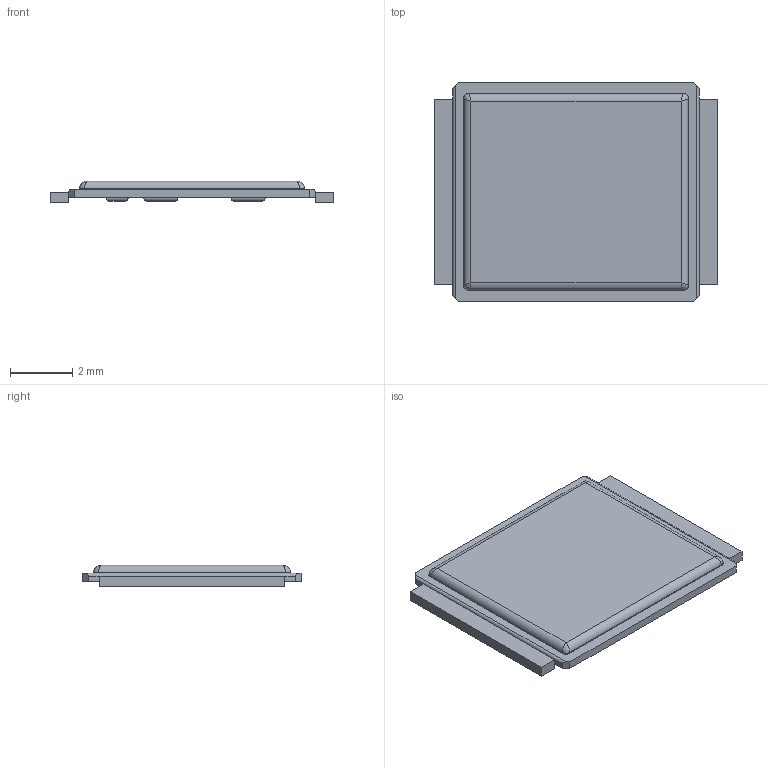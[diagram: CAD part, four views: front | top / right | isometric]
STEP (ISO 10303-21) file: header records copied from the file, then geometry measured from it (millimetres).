
FILE_DESCRIPTION(/* description */ ('model of DirectFET_L8'),/* implementation_level */ '2;1');
FILE_NAME(/* name */ 'DirectFET_L8.step',/* time_stamp */ '2017-10-17T11:36:23',/* author */ ('kicad StepUp','ksu'),/* organization */ ('FreeCAD'),/* preprocessor_version */ 'OCC',/* originating_system */ 'kicad StepUp',/* authorisation */ '');
FILE_SCHEMA(('AUTOMOTIVE_DESIGN { 1 0 10303 214 1 1 1 1 }'));
Length unit declared in the file: millimetre
Products named in the file (1): DirectFET_L8
Bounding box: 9.1 x 7 x 0.7 mm (x, y, z)
Volume: 24.9 mm3; surface area: 227.5 mm2
Topology: 2 solids, 2 shells, 139 faces, 320 edges, 192 vertices
Faces by surface type: plane 89, cylinder 46, bspline 4
Entity records: 5024 total; most frequent: CARTESIAN_POINT 938, ORIENTED_EDGE 632, DIRECTION 620, EDGE_CURVE 316, LINE 260, VECTOR 260, VERTEX_POINT 192, AXIS2_PLACEMENT_3D 180
